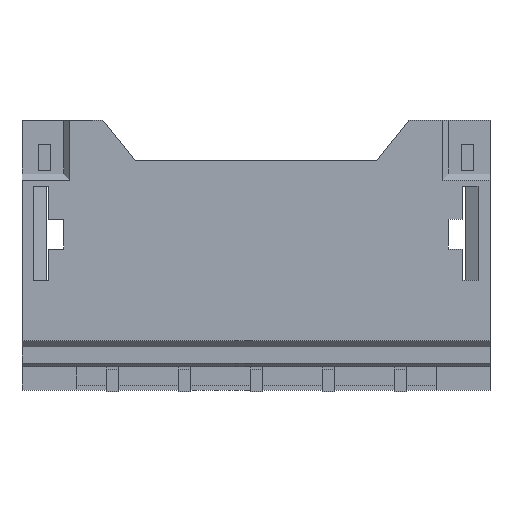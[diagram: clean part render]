
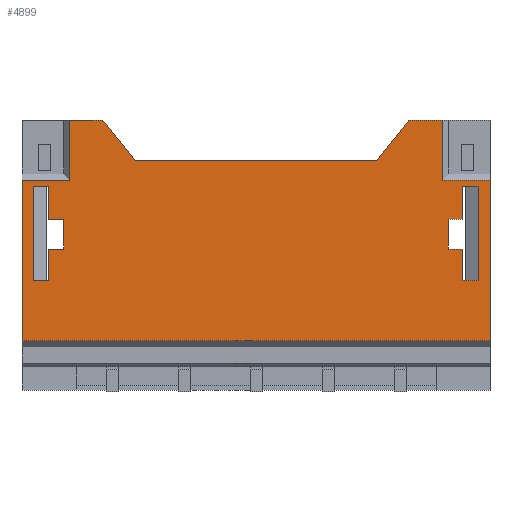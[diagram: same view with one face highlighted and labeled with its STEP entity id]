
A CAD part, front view. The second image highlights one B-rep face of the part: STEP entity #4899.
In plain terms, the highlighted planar face has unit normal (0, -1, 0).
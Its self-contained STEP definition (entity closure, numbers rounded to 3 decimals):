
#163=FACE_BOUND('',#457,.T.);
#164=FACE_BOUND('',#458,.T.);
#212=FACE_OUTER_BOUND('',#456,.T.);
#456=EDGE_LOOP('',(#3563,#3564,#3565,#3566,#3567,#3568,#3569,#3570,#3571,
#3572,#3573,#3574));
#457=EDGE_LOOP('',(#3575,#3576,#3577,#3578,#3579,#3580,#3581,#3582));
#458=EDGE_LOOP('',(#3583,#3584,#3585,#3586,#3587,#3588,#3589,#3590));
#697=LINE('',#6650,#1387);
#709=LINE('',#6674,#1399);
#719=LINE('',#6694,#1409);
#727=LINE('',#6710,#1417);
#895=LINE('',#7037,#1585);
#898=LINE('',#7043,#1588);
#908=LINE('',#7063,#1598);
#912=LINE('',#7070,#1602);
#913=LINE('',#7074,#1603);
#914=LINE('',#7075,#1604);
#915=LINE('',#7077,#1605);
#916=LINE('',#7079,#1606);
#917=LINE('',#7080,#1607);
#918=LINE('',#7082,#1608);
#919=LINE('',#7084,#1609);
#920=LINE('',#7085,#1610);
#921=LINE('',#7088,#1611);
#922=LINE('',#7089,#1612);
#923=LINE('',#7090,#1613);
#924=LINE('',#7092,#1614);
#925=LINE('',#7094,#1615);
#926=LINE('',#7095,#1616);
#927=LINE('',#7098,#1617);
#928=LINE('',#7100,#1618);
#929=LINE('',#7101,#1619);
#930=LINE('',#7102,#1620);
#931=LINE('',#7104,#1621);
#932=LINE('',#7105,#1622);
#1387=VECTOR('',#5415,0.25);
#1399=VECTOR('',#5429,0.25);
#1409=VECTOR('',#5443,0.25);
#1417=VECTOR('',#5453,0.25);
#1585=VECTOR('',#5685,0.55);
#1588=VECTOR('',#5690,0.55);
#1598=VECTOR('',#5702,1.);
#1602=VECTOR('',#5708,0.8);
#1603=VECTOR('',#5711,0.8);
#1604=VECTOR('',#5712,1.);
#1605=VECTOR('',#5713,0.868);
#1606=VECTOR('',#5714,4.02);
#1607=VECTOR('',#5715,0.868);
#1608=VECTOR('',#5716,2.68);
#1609=VECTOR('',#5717,7.8);
#1610=VECTOR('',#5718,2.68);
#1611=VECTOR('',#5719,0.25);
#1612=VECTOR('',#5720,0.52);
#1613=VECTOR('',#5721,1.57);
#1614=VECTOR('',#5722,0.55);
#1615=VECTOR('',#5723,0.25);
#1616=VECTOR('',#5724,0.5);
#1617=VECTOR('',#5725,0.5);
#1618=VECTOR('',#5726,0.25);
#1619=VECTOR('',#5727,0.55);
#1620=VECTOR('',#5728,1.57);
#1621=VECTOR('',#5729,0.52);
#1622=VECTOR('',#5730,0.25);
#2074=VERTEX_POINT('',#6647);
#2075=VERTEX_POINT('',#6649);
#2085=VERTEX_POINT('',#6671);
#2086=VERTEX_POINT('',#6673);
#2093=VERTEX_POINT('',#6691);
#2094=VERTEX_POINT('',#6693);
#2100=VERTEX_POINT('',#6707);
#2101=VERTEX_POINT('',#6709);
#2227=VERTEX_POINT('',#7034);
#2228=VERTEX_POINT('',#7036);
#2229=VERTEX_POINT('',#7040);
#2230=VERTEX_POINT('',#7042);
#2239=VERTEX_POINT('',#7061);
#2241=VERTEX_POINT('',#7068);
#2242=VERTEX_POINT('',#7072);
#2243=VERTEX_POINT('',#7073);
#2244=VERTEX_POINT('',#7076);
#2245=VERTEX_POINT('',#7078);
#2246=VERTEX_POINT('',#7081);
#2247=VERTEX_POINT('',#7083);
#2248=VERTEX_POINT('',#7086);
#2249=VERTEX_POINT('',#7087);
#2250=VERTEX_POINT('',#7091);
#2251=VERTEX_POINT('',#7093);
#2252=VERTEX_POINT('',#7096);
#2253=VERTEX_POINT('',#7097);
#2254=VERTEX_POINT('',#7099);
#2255=VERTEX_POINT('',#7103);
#2543=EDGE_CURVE('',#2075,#2074,#697,.T.);
#2555=EDGE_CURVE('',#2086,#2085,#709,.T.);
#2565=EDGE_CURVE('',#2093,#2094,#719,.T.);
#2573=EDGE_CURVE('',#2100,#2101,#727,.T.);
#2741=EDGE_CURVE('',#2227,#2228,#895,.T.);
#2744=EDGE_CURVE('',#2229,#2230,#898,.T.);
#2754=EDGE_CURVE('',#2227,#2239,#908,.T.);
#2758=EDGE_CURVE('',#2241,#2239,#912,.T.);
#2759=EDGE_CURVE('',#2242,#2243,#913,.T.);
#2760=EDGE_CURVE('',#2230,#2242,#914,.T.);
#2761=EDGE_CURVE('',#2229,#2244,#915,.T.);
#2762=EDGE_CURVE('',#2244,#2245,#916,.T.);
#2763=EDGE_CURVE('',#2245,#2228,#917,.T.);
#2764=EDGE_CURVE('',#2246,#2241,#918,.T.);
#2765=EDGE_CURVE('',#2246,#2247,#919,.T.);
#2766=EDGE_CURVE('',#2243,#2247,#920,.T.);
#2767=EDGE_CURVE('',#2248,#2249,#921,.T.);
#2768=EDGE_CURVE('',#2094,#2249,#922,.T.);
#2769=EDGE_CURVE('',#2093,#2075,#923,.T.);
#2770=EDGE_CURVE('',#2250,#2074,#924,.T.);
#2771=EDGE_CURVE('',#2250,#2251,#925,.T.);
#2772=EDGE_CURVE('',#2251,#2248,#926,.T.);
#2773=EDGE_CURVE('',#2252,#2253,#927,.T.);
#2774=EDGE_CURVE('',#2253,#2254,#928,.T.);
#2775=EDGE_CURVE('',#2254,#2086,#929,.T.);
#2776=EDGE_CURVE('',#2101,#2085,#930,.T.);
#2777=EDGE_CURVE('',#2100,#2255,#931,.T.);
#2778=EDGE_CURVE('',#2255,#2252,#932,.T.);
#3563=ORIENTED_EDGE('',*,*,#2759,.F.);
#3564=ORIENTED_EDGE('',*,*,#2760,.F.);
#3565=ORIENTED_EDGE('',*,*,#2744,.F.);
#3566=ORIENTED_EDGE('',*,*,#2761,.T.);
#3567=ORIENTED_EDGE('',*,*,#2762,.T.);
#3568=ORIENTED_EDGE('',*,*,#2763,.T.);
#3569=ORIENTED_EDGE('',*,*,#2741,.F.);
#3570=ORIENTED_EDGE('',*,*,#2754,.T.);
#3571=ORIENTED_EDGE('',*,*,#2758,.F.);
#3572=ORIENTED_EDGE('',*,*,#2764,.F.);
#3573=ORIENTED_EDGE('',*,*,#2765,.T.);
#3574=ORIENTED_EDGE('',*,*,#2766,.F.);
#3575=ORIENTED_EDGE('',*,*,#2767,.T.);
#3576=ORIENTED_EDGE('',*,*,#2768,.F.);
#3577=ORIENTED_EDGE('',*,*,#2565,.F.);
#3578=ORIENTED_EDGE('',*,*,#2769,.T.);
#3579=ORIENTED_EDGE('',*,*,#2543,.T.);
#3580=ORIENTED_EDGE('',*,*,#2770,.F.);
#3581=ORIENTED_EDGE('',*,*,#2771,.T.);
#3582=ORIENTED_EDGE('',*,*,#2772,.T.);
#3583=ORIENTED_EDGE('',*,*,#2773,.T.);
#3584=ORIENTED_EDGE('',*,*,#2774,.T.);
#3585=ORIENTED_EDGE('',*,*,#2775,.T.);
#3586=ORIENTED_EDGE('',*,*,#2555,.T.);
#3587=ORIENTED_EDGE('',*,*,#2776,.F.);
#3588=ORIENTED_EDGE('',*,*,#2573,.F.);
#3589=ORIENTED_EDGE('',*,*,#2777,.T.);
#3590=ORIENTED_EDGE('',*,*,#2778,.T.);
#4663=PLANE('',#5156);
#4899=ADVANCED_FACE('',(#212,#163,#164),#4663,.F.);
#5156=AXIS2_PLACEMENT_3D('',#7071,#5709,#5710);
#5415=DIRECTION('',(1.,0.,0.));
#5429=DIRECTION('',(1.,0.,0.));
#5443=DIRECTION('',(1.,0.,0.));
#5453=DIRECTION('',(1.,0.,0.));
#5685=DIRECTION('',(1.,0.,0.));
#5690=DIRECTION('',(1.,0.,0.));
#5702=DIRECTION('',(0.,0.,-1.));
#5708=DIRECTION('',(1.,0.,0.));
#5709=DIRECTION('center_axis',(0.,1.,0.));
#5710=DIRECTION('ref_axis',(1.,0.,0.));
#5711=DIRECTION('',(1.,0.,0.));
#5712=DIRECTION('',(0.,0.,-1.));
#5713=DIRECTION('',(-0.622,0.,-0.783));
#5714=DIRECTION('',(-1.,0.,0.));
#5715=DIRECTION('',(-0.622,0.,0.783));
#5716=DIRECTION('',(0.,0.,1.));
#5717=DIRECTION('',(1.,0.,0.));
#5718=DIRECTION('',(0.,0.,-1.));
#5719=DIRECTION('',(-1.,0.,0.));
#5720=DIRECTION('',(0.,0.,1.));
#5721=DIRECTION('',(0.,0.,1.));
#5722=DIRECTION('',(0.,0.,1.));
#5723=DIRECTION('',(1.,0.,0.));
#5724=DIRECTION('',(0.,0.,-1.));
#5725=DIRECTION('',(0.,0.,1.));
#5726=DIRECTION('',(1.,0.,0.));
#5727=DIRECTION('',(0.,0.,1.));
#5728=DIRECTION('',(0.,0.,1.));
#5729=DIRECTION('',(0.,0.,1.));
#5730=DIRECTION('',(-1.,0.,0.));
#6647=CARTESIAN_POINT('',(-3.45,-1.4,1.15));
#6649=CARTESIAN_POINT('',(-3.7,-1.4,1.15));
#6650=CARTESIAN_POINT('',(-3.7,-1.4,1.15));
#6671=CARTESIAN_POINT('',(3.7,-1.4,1.15));
#6673=CARTESIAN_POINT('',(3.45,-1.4,1.15));
#6674=CARTESIAN_POINT('',(3.45,-1.4,1.15));
#6691=CARTESIAN_POINT('',(-3.7,-1.4,-0.42));
#6693=CARTESIAN_POINT('',(-3.45,-1.4,-0.42));
#6694=CARTESIAN_POINT('',(-3.7,-1.4,-0.42));
#6707=CARTESIAN_POINT('',(3.45,-1.4,-0.42));
#6709=CARTESIAN_POINT('',(3.7,-1.4,-0.42));
#6710=CARTESIAN_POINT('',(3.45,-1.4,-0.42));
#7034=CARTESIAN_POINT('',(-3.1,-1.4,2.25));
#7036=CARTESIAN_POINT('',(-2.55,-1.4,2.25));
#7037=CARTESIAN_POINT('',(-3.1,-1.4,2.25));
#7040=CARTESIAN_POINT('',(2.55,-1.4,2.25));
#7042=CARTESIAN_POINT('',(3.1,-1.4,2.25));
#7043=CARTESIAN_POINT('',(2.55,-1.4,2.25));
#7061=CARTESIAN_POINT('',(-3.1,-1.4,1.25));
#7063=CARTESIAN_POINT('',(-3.1,-1.4,2.25));
#7068=CARTESIAN_POINT('',(-3.9,-1.4,1.25));
#7070=CARTESIAN_POINT('',(-3.9,-1.4,1.25));
#7071=CARTESIAN_POINT('Origin',(0.,-1.4,0.));
#7072=CARTESIAN_POINT('',(3.1,-1.4,1.25));
#7073=CARTESIAN_POINT('',(3.9,-1.4,1.25));
#7074=CARTESIAN_POINT('',(3.1,-1.4,1.25));
#7075=CARTESIAN_POINT('',(3.1,-1.4,2.25));
#7076=CARTESIAN_POINT('',(2.01,-1.4,1.57));
#7077=CARTESIAN_POINT('',(2.55,-1.4,2.25));
#7078=CARTESIAN_POINT('',(-2.01,-1.4,1.57));
#7079=CARTESIAN_POINT('',(2.01,-1.4,1.57));
#7080=CARTESIAN_POINT('',(-2.01,-1.4,1.57));
#7081=CARTESIAN_POINT('',(-3.9,-1.4,-1.43));
#7082=CARTESIAN_POINT('',(-3.9,-1.4,-1.43));
#7083=CARTESIAN_POINT('',(3.9,-1.4,-1.43));
#7084=CARTESIAN_POINT('',(-3.9,-1.4,-1.43));
#7085=CARTESIAN_POINT('',(3.9,-1.4,1.25));
#7086=CARTESIAN_POINT('',(-3.2,-1.4,0.1));
#7087=CARTESIAN_POINT('',(-3.45,-1.4,0.1));
#7088=CARTESIAN_POINT('',(-3.2,-1.4,0.1));
#7089=CARTESIAN_POINT('',(-3.45,-1.4,-0.42));
#7090=CARTESIAN_POINT('',(-3.7,-1.4,-0.42));
#7091=CARTESIAN_POINT('',(-3.45,-1.4,0.6));
#7092=CARTESIAN_POINT('',(-3.45,-1.4,0.6));
#7093=CARTESIAN_POINT('',(-3.2,-1.4,0.6));
#7094=CARTESIAN_POINT('',(-3.45,-1.4,0.6));
#7095=CARTESIAN_POINT('',(-3.2,-1.4,0.6));
#7096=CARTESIAN_POINT('',(3.2,-1.4,0.1));
#7097=CARTESIAN_POINT('',(3.2,-1.4,0.6));
#7098=CARTESIAN_POINT('',(3.2,-1.4,0.1));
#7099=CARTESIAN_POINT('',(3.45,-1.4,0.6));
#7100=CARTESIAN_POINT('',(3.2,-1.4,0.6));
#7101=CARTESIAN_POINT('',(3.45,-1.4,0.6));
#7102=CARTESIAN_POINT('',(3.7,-1.4,-0.42));
#7103=CARTESIAN_POINT('',(3.45,-1.4,0.1));
#7104=CARTESIAN_POINT('',(3.45,-1.4,-0.42));
#7105=CARTESIAN_POINT('',(3.45,-1.4,0.1));
